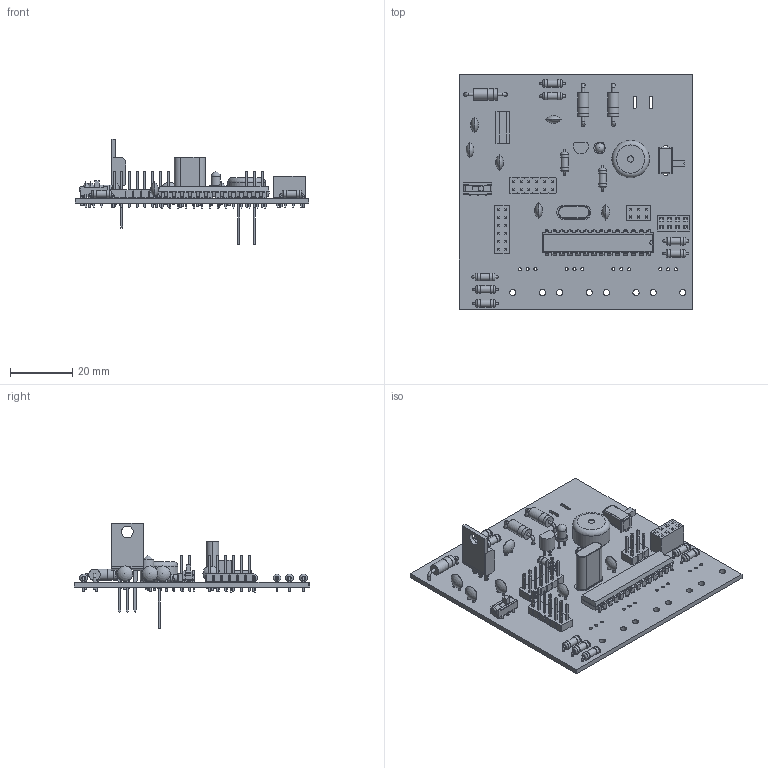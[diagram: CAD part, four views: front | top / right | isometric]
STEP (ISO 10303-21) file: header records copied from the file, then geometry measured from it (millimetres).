
FILE_DESCRIPTION(('KiCad electronic assembly'),'2;1');
FILE_NAME('sst_v3.step','2024-05-06T12:28:40',('Pcbnew'),('Kicad'), 'Open CASCADE STEP processor 7.7','KiCad to STEP converter','Unknown' );
FILE_SCHEMA(('AUTOMOTIVE_DESIGN { 1 0 10303 214 1 1 1 1 }'));
Length unit declared in the file: millimetre
Products named in the file (30): sst_v3 1; R_Axial_DIN0207_L6.3mm_D2.5mm_P7.62mm_Horizontal; R_Axial_DIN0207_L63mm_D25mm_P762mm_Horizontal; C_Disc_D5.0mm_W2.5mm_P2.50mm; C_Disc_D50mm_W25mm_P250mm; PinHeader_2x06_P2.54mm_Vertical; PinHeader_2x06_P254mm_Vertical; SW_CK_JS202011CQN_DPDT_Straight; CuK_JS202011CQN_DPDT_straight; D_DO-15_P12.70mm_Horizontal; LED_D3.0mm; TO-92; TO-92_Narrow; DIP-28_W7.62mm; PinSocket_2x04_P2.54mm_Vertical; PinSocket_2x04_P254mm_Vertical; Crystal_HC49-U_Vertical; TO-220-3_Vertical; SW_Slide_SPDT_Angled_CK_OS102011MA1Q; PinHeader_2x03_P2.54mm_Vertical; PinHeader_2x03_P254mm_Vertical; Buzzer_TDK_PS1240P02BT_D12.2mm_H6.5mm; Buzzer_TDK_PS1240P02BT_D122mm_H65mm; sst_v3_PCB
Assembly tree (45 placements, depth 3):
  sst_v3 1
    R_Axial_DIN0207_L6.3mm_D2.5mm_P7.62mm_Horizontal  x9
      R_Axial_DIN0207_L63mm_D25mm_P762mm_Horizontal
    C_Disc_D5.0mm_W2.5mm_P2.50mm  x6
      C_Disc_D50mm_W25mm_P250mm
    PinHeader_2x06_P2.54mm_Vertical  x2
      PinHeader_2x06_P254mm_Vertical
    SW_CK_JS202011CQN_DPDT_Straight
      CuK_JS202011CQN_DPDT_straight
    D_DO-15_P12.70mm_Horizontal  x3
      D_DO-15_P12.70mm_Horizontal
    LED_D3.0mm
      LED_D3.0mm
    TO-92
      TO-92_Narrow
    DIP-28_W7.62mm
      DIP-28_W7.62mm
    PinSocket_2x04_P2.54mm_Vertical
      PinSocket_2x04_P254mm_Vertical
    Crystal_HC49-U_Vertical
      Crystal_HC49-U_Vertical
    TO-220-3_Vertical
      TO-220-3_Vertical
    SW_Slide_SPDT_Angled_CK_OS102011MA1Q
      SW_Slide_SPDT_Angled_CK_OS102011MA1Q
    PinHeader_2x03_P2.54mm_Vertical
      PinHeader_2x03_P254mm_Vertical
    Buzzer_TDK_PS1240P02BT_D12.2mm_H6.5mm
      Buzzer_TDK_PS1240P02BT_D122mm_H65mm
    sst_v3_PCB
Bounding box: 75 x 75.5 x 33.77 mm (x, y, z)
Volume: 13244.1 mm3; surface area: 18984.5 mm2
Topology: 36 solids, 36 shells, 2284 faces, 5617 edges, 3542 vertices
Faces by surface type: plane 1861, cylinder 320, torus 50, bspline 40, sphere 13
Full cylindrical faces by diameter (mm): 0.5 x14, 0.6 x18, 0.65 x2, 0.75 x3, 0.8 x60, 0.9 x23, 1 x52, 1.1 x3, 1.2 x6, 1.5 x2, 2 x9, 2.25 x9, 2.5 x18, 3 x1, 3.6 x6, 3.62 x3, 3.735 x1, 12 x1
Entity records: 68407 total; most frequent: CARTESIAN_POINT 10553, ORIENTED_EDGE 9414, DIRECTION 8942, EDGE_CURVE 4707, LINE 4126, VECTOR 4126, VERTEX_POINT 2984, AXIS2_PLACEMENT_3D 2408
